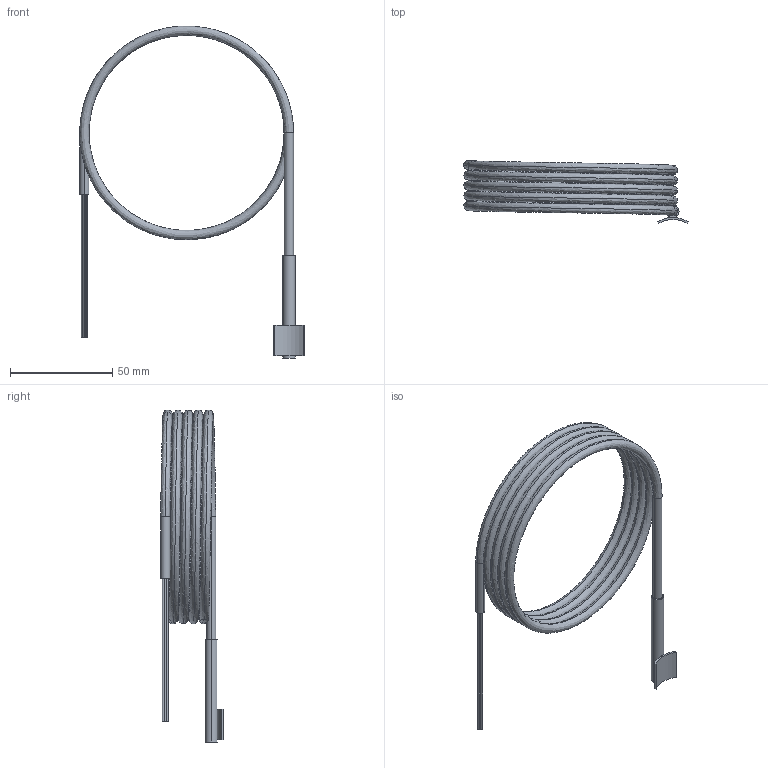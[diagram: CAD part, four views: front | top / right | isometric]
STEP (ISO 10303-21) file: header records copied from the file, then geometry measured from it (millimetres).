
FILE_DESCRIPTION (( 'STEP AP214' ), '1' );
FILE_NAME ('TSS-1-NTC10K Äàò÷èê òåìïåðàòóðû íàêëàäíîé NTC10K.STEP', '2020-08-12T10:56:41', ( '' ), ( '' ), 'SwSTEP 2.0', 'SolidWorks 2017', '' );
FILE_SCHEMA (( 'AUTOMOTIVE_DESIGN' ));
Length unit declared in the file: millimetre
Products named in the file (1): TSS-1-NTC10K Äàò÷èê òåìïåðàòóðû íàêëàäíîé NTC10K
Bounding box: 109.75 x 30.7 x 162.25 mm (x, y, z)
Volume: 25836.5 mm3; surface area: 23733.7 mm2
Topology: 1 solids, 1 shells, 30 faces, 64 edges, 42 vertices
Faces by surface type: cylinder 17, plane 11, bspline 2
Entity records: 2590 total; most frequent: CARTESIAN_POINT 1877, DIRECTION 158, ORIENTED_EDGE 128, AXIS2_PLACEMENT_3D 67, EDGE_CURVE 64, VERTEX_POINT 42, CIRCLE 38, EDGE_LOOP 36
